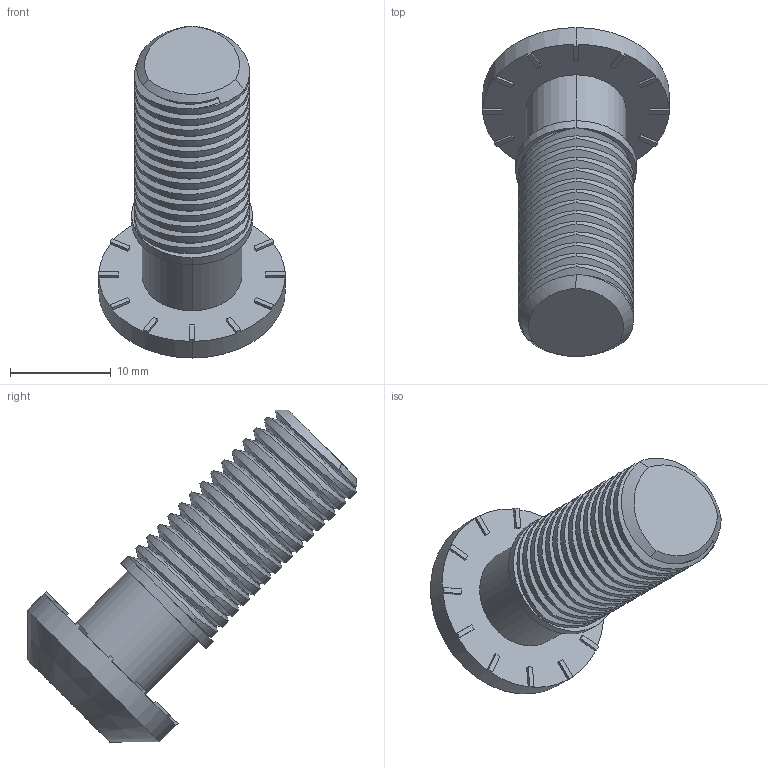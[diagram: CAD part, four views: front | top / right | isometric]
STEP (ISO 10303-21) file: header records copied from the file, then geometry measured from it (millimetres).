
FILE_DESCRIPTION (( 'STEP AP203' ), '1' );
FILE_NAME ('AL-1D18.A51A.01 Âèíò ïàçîâûé M12x30 ñàìîíàðåçàþùèé.STEP', '2024-02-20T12:14:28', ( '' ), ( '' ), 'SwSTEP 2.0', 'SolidWorks 2021', '' );
FILE_SCHEMA (( 'CONFIG_CONTROL_DESIGN' ));
Length unit declared in the file: millimetre
Products named in the file (1): AL-1D18.A51A.01 Âèíò ïàçîâûé M12x30 ñàìîíàðåçàþùèé
Bounding box: 18.5 x 32.65 x 32.94 mm (x, y, z)
Volume: 3851 mm3; surface area: 2232 mm2
Topology: 1 solids, 1 shells, 136 faces, 388 edges, 255 vertices
Faces by surface type: cylinder 72, plane 54, cone 7, bspline 3
Entity records: 8454 total; most frequent: CARTESIAN_POINT 5037, ORIENTED_EDGE 772, DIRECTION 598, EDGE_CURVE 386, VERTEX_POINT 255, AXIS2_PLACEMENT_3D 202, VECTOR 194, LINE 194
